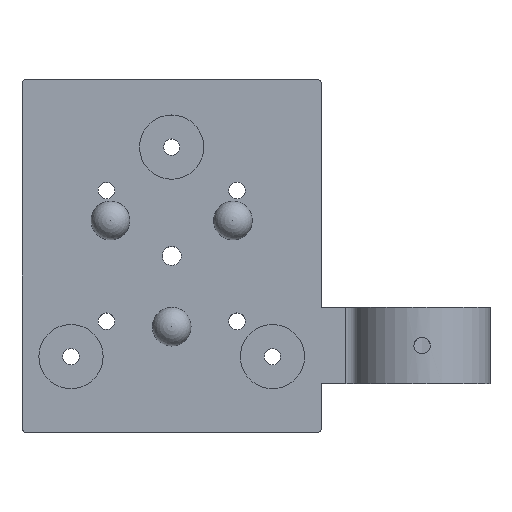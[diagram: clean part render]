
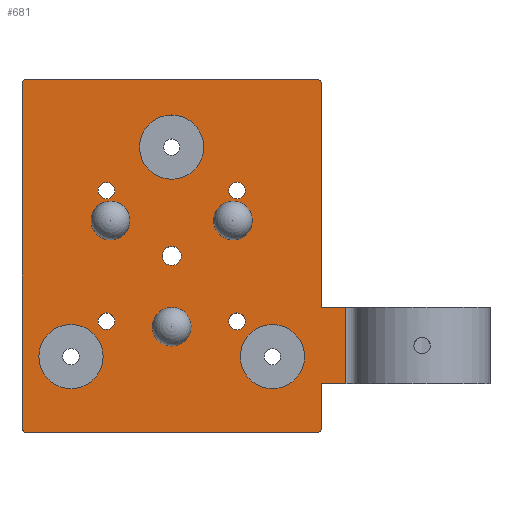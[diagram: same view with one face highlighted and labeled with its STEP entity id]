
A CAD part, top view. The second image highlights one B-rep face of the part: STEP entity #681.
In plain terms, the highlighted face is planar.
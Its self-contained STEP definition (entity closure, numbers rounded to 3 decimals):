
#26=FACE_BOUND('',#150,.T.);
#27=FACE_BOUND('',#151,.T.);
#28=FACE_BOUND('',#152,.T.);
#29=FACE_BOUND('',#153,.T.);
#30=FACE_BOUND('',#154,.T.);
#31=FACE_BOUND('',#155,.T.);
#32=FACE_BOUND('',#156,.T.);
#33=FACE_BOUND('',#157,.T.);
#34=FACE_BOUND('',#158,.T.);
#35=FACE_BOUND('',#159,.T.);
#36=FACE_BOUND('',#160,.T.);
#52=PLANE('',#736);
#68=CIRCLE('',#737,1.);
#69=CIRCLE('',#738,1.);
#70=CIRCLE('',#739,1.);
#71=CIRCLE('',#740,1.);
#72=CIRCLE('',#741,1.75);
#73=CIRCLE('',#742,1.525);
#74=CIRCLE('',#743,1.525);
#75=CIRCLE('',#744,1.525);
#76=CIRCLE('',#745,1.525);
#77=CIRCLE('',#746,5.9);
#78=CIRCLE('',#747,5.9);
#79=CIRCLE('',#748,5.9);
#80=CIRCLE('',#749,3.55);
#81=CIRCLE('',#750,3.55);
#82=CIRCLE('',#751,3.55);
#112=FACE_OUTER_BOUND('',#149,.T.);
#149=EDGE_LOOP('',(#479,#480,#481,#482,#483,#484,#485,#486,#487,#488,#489,
#490));
#150=EDGE_LOOP('',(#491));
#151=EDGE_LOOP('',(#492));
#152=EDGE_LOOP('',(#493));
#153=EDGE_LOOP('',(#494));
#154=EDGE_LOOP('',(#495));
#155=EDGE_LOOP('',(#496));
#156=EDGE_LOOP('',(#497));
#157=EDGE_LOOP('',(#498));
#158=EDGE_LOOP('',(#499));
#159=EDGE_LOOP('',(#500));
#160=EDGE_LOOP('',(#501));
#211=LINE('',#1121,#258);
#213=LINE('',#1127,#260);
#214=LINE('',#1129,#261);
#215=LINE('',#1133,#262);
#216=LINE('',#1137,#263);
#217=LINE('',#1141,#264);
#218=LINE('',#1145,#265);
#219=LINE('',#1146,#266);
#258=VECTOR('',#828,10.);
#260=VECTOR('',#834,10.);
#261=VECTOR('',#835,10.);
#262=VECTOR('',#838,10.);
#263=VECTOR('',#841,10.);
#264=VECTOR('',#844,10.);
#265=VECTOR('',#847,10.);
#266=VECTOR('',#848,10.);
#313=VERTEX_POINT('',#1118);
#314=VERTEX_POINT('',#1120);
#316=VERTEX_POINT('',#1126);
#317=VERTEX_POINT('',#1128);
#318=VERTEX_POINT('',#1130);
#319=VERTEX_POINT('',#1132);
#320=VERTEX_POINT('',#1134);
#321=VERTEX_POINT('',#1136);
#322=VERTEX_POINT('',#1138);
#323=VERTEX_POINT('',#1140);
#324=VERTEX_POINT('',#1142);
#325=VERTEX_POINT('',#1144);
#326=VERTEX_POINT('',#1147);
#327=VERTEX_POINT('',#1149);
#328=VERTEX_POINT('',#1151);
#329=VERTEX_POINT('',#1153);
#330=VERTEX_POINT('',#1155);
#331=VERTEX_POINT('',#1157);
#332=VERTEX_POINT('',#1159);
#333=VERTEX_POINT('',#1161);
#334=VERTEX_POINT('',#1163);
#335=VERTEX_POINT('',#1165);
#336=VERTEX_POINT('',#1167);
#380=EDGE_CURVE('',#313,#314,#211,.T.);
#383=EDGE_CURVE('',#316,#313,#213,.T.);
#384=EDGE_CURVE('',#316,#317,#214,.T.);
#385=EDGE_CURVE('',#318,#317,#68,.T.);
#386=EDGE_CURVE('',#318,#319,#215,.T.);
#387=EDGE_CURVE('',#320,#319,#69,.T.);
#388=EDGE_CURVE('',#321,#320,#216,.T.);
#389=EDGE_CURVE('',#322,#321,#70,.T.);
#390=EDGE_CURVE('',#323,#322,#217,.T.);
#391=EDGE_CURVE('',#324,#323,#71,.T.);
#392=EDGE_CURVE('',#324,#325,#218,.T.);
#393=EDGE_CURVE('',#314,#325,#219,.T.);
#394=EDGE_CURVE('',#326,#326,#72,.T.);
#395=EDGE_CURVE('',#327,#327,#73,.T.);
#396=EDGE_CURVE('',#328,#328,#74,.T.);
#397=EDGE_CURVE('',#329,#329,#75,.T.);
#398=EDGE_CURVE('',#330,#330,#76,.T.);
#399=EDGE_CURVE('',#331,#331,#77,.T.);
#400=EDGE_CURVE('',#332,#332,#78,.T.);
#401=EDGE_CURVE('',#333,#333,#79,.T.);
#402=EDGE_CURVE('',#334,#334,#80,.T.);
#403=EDGE_CURVE('',#335,#335,#81,.T.);
#404=EDGE_CURVE('',#336,#336,#82,.T.);
#479=ORIENTED_EDGE('',*,*,#380,.F.);
#480=ORIENTED_EDGE('',*,*,#383,.F.);
#481=ORIENTED_EDGE('',*,*,#384,.T.);
#482=ORIENTED_EDGE('',*,*,#385,.F.);
#483=ORIENTED_EDGE('',*,*,#386,.T.);
#484=ORIENTED_EDGE('',*,*,#387,.F.);
#485=ORIENTED_EDGE('',*,*,#388,.F.);
#486=ORIENTED_EDGE('',*,*,#389,.F.);
#487=ORIENTED_EDGE('',*,*,#390,.F.);
#488=ORIENTED_EDGE('',*,*,#391,.F.);
#489=ORIENTED_EDGE('',*,*,#392,.T.);
#490=ORIENTED_EDGE('',*,*,#393,.F.);
#491=ORIENTED_EDGE('',*,*,#394,.T.);
#492=ORIENTED_EDGE('',*,*,#395,.T.);
#493=ORIENTED_EDGE('',*,*,#396,.T.);
#494=ORIENTED_EDGE('',*,*,#397,.T.);
#495=ORIENTED_EDGE('',*,*,#398,.T.);
#496=ORIENTED_EDGE('',*,*,#399,.T.);
#497=ORIENTED_EDGE('',*,*,#400,.T.);
#498=ORIENTED_EDGE('',*,*,#401,.T.);
#499=ORIENTED_EDGE('',*,*,#402,.T.);
#500=ORIENTED_EDGE('',*,*,#403,.T.);
#501=ORIENTED_EDGE('',*,*,#404,.T.);
#681=ADVANCED_FACE('',(#112,#26,#27,#28,#29,#30,#31,#32,#33,#34,#35,#36),
#52,.T.);
#736=AXIS2_PLACEMENT_3D('',#1125,#832,#833);
#737=AXIS2_PLACEMENT_3D('',#1131,#836,#837);
#738=AXIS2_PLACEMENT_3D('',#1135,#839,#840);
#739=AXIS2_PLACEMENT_3D('',#1139,#842,#843);
#740=AXIS2_PLACEMENT_3D('',#1143,#845,#846);
#741=AXIS2_PLACEMENT_3D('',#1148,#849,#850);
#742=AXIS2_PLACEMENT_3D('',#1150,#851,#852);
#743=AXIS2_PLACEMENT_3D('',#1152,#853,#854);
#744=AXIS2_PLACEMENT_3D('',#1154,#855,#856);
#745=AXIS2_PLACEMENT_3D('',#1156,#857,#858);
#746=AXIS2_PLACEMENT_3D('',#1158,#859,#860);
#747=AXIS2_PLACEMENT_3D('',#1160,#861,#862);
#748=AXIS2_PLACEMENT_3D('',#1162,#863,#864);
#749=AXIS2_PLACEMENT_3D('',#1164,#865,#866);
#750=AXIS2_PLACEMENT_3D('',#1166,#867,#868);
#751=AXIS2_PLACEMENT_3D('',#1168,#869,#870);
#828=DIRECTION('',(0.,-1.,0.));
#832=DIRECTION('center_axis',(1.,0.,0.));
#833=DIRECTION('ref_axis',(0.,1.,0.));
#834=DIRECTION('',(0.,0.,-1.));
#835=DIRECTION('',(0.,1.,0.));
#836=DIRECTION('center_axis',(-1.,0.,0.));
#837=DIRECTION('ref_axis',(0.,0.707,-0.707));
#838=DIRECTION('',(0.,0.,1.));
#839=DIRECTION('center_axis',(-1.,0.,0.));
#840=DIRECTION('ref_axis',(0.,0.707,0.707));
#841=DIRECTION('',(0.,1.,0.));
#842=DIRECTION('center_axis',(-1.,0.,0.));
#843=DIRECTION('ref_axis',(0.,-0.707,0.707));
#844=DIRECTION('',(0.,0.,1.));
#845=DIRECTION('center_axis',(-1.,0.,0.));
#846=DIRECTION('ref_axis',(0.,-0.707,-0.707));
#847=DIRECTION('',(0.,1.,0.));
#848=DIRECTION('',(0.,0.,1.));
#849=DIRECTION('center_axis',(-1.,0.,0.));
#850=DIRECTION('ref_axis',(0.,0.,-1.));
#851=DIRECTION('center_axis',(-1.,0.,0.));
#852=DIRECTION('ref_axis',(0.,0.,-1.));
#853=DIRECTION('center_axis',(-1.,0.,0.));
#854=DIRECTION('ref_axis',(0.,0.,-1.));
#855=DIRECTION('center_axis',(-1.,0.,0.));
#856=DIRECTION('ref_axis',(0.,0.,-1.));
#857=DIRECTION('center_axis',(-1.,0.,0.));
#858=DIRECTION('ref_axis',(0.,0.,-1.));
#859=DIRECTION('center_axis',(-1.,0.,0.));
#860=DIRECTION('ref_axis',(0.,1.,0.));
#861=DIRECTION('center_axis',(-1.,0.,0.));
#862=DIRECTION('ref_axis',(0.,1.,0.));
#863=DIRECTION('center_axis',(-1.,0.,0.));
#864=DIRECTION('ref_axis',(0.,1.,0.));
#865=DIRECTION('center_axis',(-1.,0.,0.));
#866=DIRECTION('ref_axis',(0.,0.,1.));
#867=DIRECTION('center_axis',(-1.,0.,0.));
#868=DIRECTION('ref_axis',(0.,0.,1.));
#869=DIRECTION('center_axis',(-1.,0.,0.));
#870=DIRECTION('ref_axis',(0.,0.,1.));
#1118=CARTESIAN_POINT('',(0.,23.,-4.5));
#1120=CARTESIAN_POINT('',(0.,9.,-4.5));
#1121=CARTESIAN_POINT('',(0.,8.,-4.5));
#1125=CARTESIAN_POINT('Origin',(0.,0.,0.));
#1126=CARTESIAN_POINT('',(0.,23.,0.));
#1127=CARTESIAN_POINT('',(0.,23.,-7.));
#1128=CARTESIAN_POINT('',(0.,64.,0.));
#1129=CARTESIAN_POINT('',(0.,0.,0.));
#1130=CARTESIAN_POINT('',(0.,65.,1.));
#1131=CARTESIAN_POINT('Origin',(0.,64.,1.));
#1132=CARTESIAN_POINT('',(0.,65.,54.));
#1133=CARTESIAN_POINT('',(0.,65.,0.));
#1134=CARTESIAN_POINT('',(0.,64.,55.));
#1135=CARTESIAN_POINT('Origin',(0.,64.,54.));
#1136=CARTESIAN_POINT('',(0.,1.,55.));
#1137=CARTESIAN_POINT('',(0.,0.,55.));
#1138=CARTESIAN_POINT('',(0.,0.,54.));
#1139=CARTESIAN_POINT('Origin',(0.,1.,54.));
#1140=CARTESIAN_POINT('',(0.,0.,1.));
#1141=CARTESIAN_POINT('',(0.,0.,0.));
#1142=CARTESIAN_POINT('',(0.,1.,0.));
#1143=CARTESIAN_POINT('Origin',(0.,1.,1.));
#1144=CARTESIAN_POINT('',(0.,9.,0.));
#1145=CARTESIAN_POINT('',(0.,0.,0.));
#1146=CARTESIAN_POINT('',(0.,9.,-7.));
#1147=CARTESIAN_POINT('',(0.,32.5,29.25));
#1148=CARTESIAN_POINT('Origin',(0.,32.5,27.5));
#1149=CARTESIAN_POINT('',(0.,44.5,17.025));
#1150=CARTESIAN_POINT('Origin',(0.,44.5,15.5));
#1151=CARTESIAN_POINT('',(0.,20.5,41.025));
#1152=CARTESIAN_POINT('Origin',(0.,20.5,39.5));
#1153=CARTESIAN_POINT('',(0.,20.5,17.025));
#1154=CARTESIAN_POINT('Origin',(0.,20.5,15.5));
#1155=CARTESIAN_POINT('',(0.,44.5,41.025));
#1156=CARTESIAN_POINT('Origin',(0.,44.5,39.5));
#1157=CARTESIAN_POINT('',(0.,46.6,27.5));
#1158=CARTESIAN_POINT('Origin',(0.,52.5,27.5));
#1159=CARTESIAN_POINT('',(0.,8.1,9.));
#1160=CARTESIAN_POINT('Origin',(0.,14.,9.));
#1161=CARTESIAN_POINT('',(0.,8.1,46.));
#1162=CARTESIAN_POINT('Origin',(0.,14.,46.));
#1163=CARTESIAN_POINT('',(0.,23.05,27.5));
#1164=CARTESIAN_POINT('Origin',(0.,19.5,27.5));
#1165=CARTESIAN_POINT('',(0.,37.225,35.684));
#1166=CARTESIAN_POINT('Origin',(0.,39.,38.758));
#1167=CARTESIAN_POINT('',(0.,37.225,19.316));
#1168=CARTESIAN_POINT('Origin',(0.,39.,16.242));
